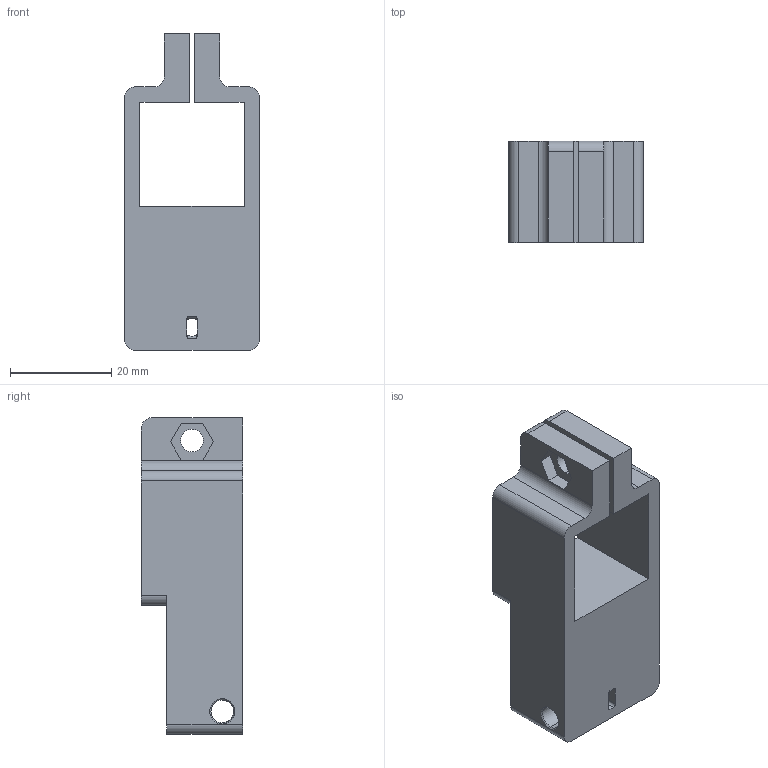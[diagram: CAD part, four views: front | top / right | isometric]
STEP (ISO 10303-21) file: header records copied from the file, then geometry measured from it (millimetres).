
FILE_DESCRIPTION (( 'STEP AP214' ), '1' );
FILE_NAME ('fixation_element rev3.STEP', '2025-11-07T08:54:00', ( '' ), ( '' ), 'SwSTEP 2.0', 'SolidWorks 2023', '' );
FILE_SCHEMA (( 'AUTOMOTIVE_DESIGN' ));
Length unit declared in the file: millimetre
Products named in the file (1): fixation_element rev3
Bounding box: 26.6 x 20 x 62.6 mm (x, y, z)
Volume: 16976.4 mm3; surface area: 8031.7 mm2
Topology: 1 solids, 1 shells, 63 faces, 172 edges, 110 vertices
Faces by surface type: plane 32, cylinder 25, cone 6
Entity records: 2095 total; most frequent: CARTESIAN_POINT 426, ORIENTED_EDGE 344, DIRECTION 344, EDGE_CURVE 172, VECTOR 116, LINE 116, AXIS2_PLACEMENT_3D 114, VERTEX_POINT 110
